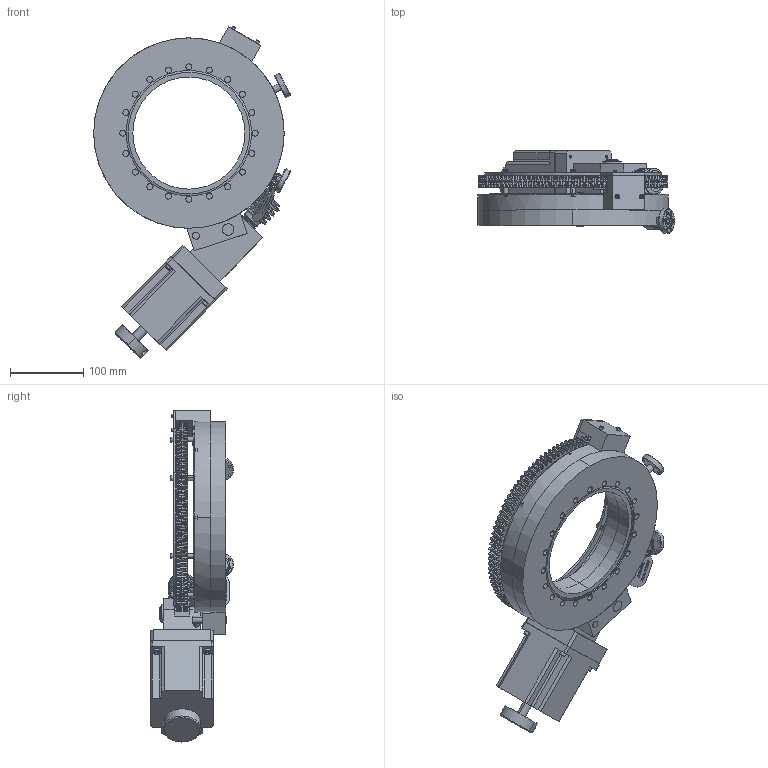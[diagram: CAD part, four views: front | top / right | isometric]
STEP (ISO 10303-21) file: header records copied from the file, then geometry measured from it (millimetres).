
FILE_DESCRIPTION (( 'STEP AP214' ), '1' );
FILE_NAME ('SLO-EX, RNN-600_TM_MS.STEP', '2016-07-12T21:42:37', ( 'My Thermionics' ), ( '' ), 'SwSTEP 2.0', 'SolidWorks 2010', '' );
FILE_SCHEMA (( 'AUTOMOTIVE_DESIGN' ));
Length unit declared in the file: inch
Products named in the file (1): SLO-EX, RNN-600_TM_MS
Bounding box: 268.87 x 112.98 x 453.8 mm (x, y, z)
Surface area: 443491.4 mm2 (no closed solid volume)
Topology: 0 solids, 257 shells, 2159 faces, 11453 edges, 9103 vertices
Faces by surface type: cylinder 1048, plane 785, torus 172, cone 115, bspline 39
Entity records: 176477 total; most frequent: CARTESIAN_POINT 67536, ORIENTED_EDGE 16214, DIRECTION 14183, EDGE_CURVE 11421, VERTEX_POINT 9103, LINE 5603, VECTOR 5603, AXIS2_PLACEMENT_3D 4290
